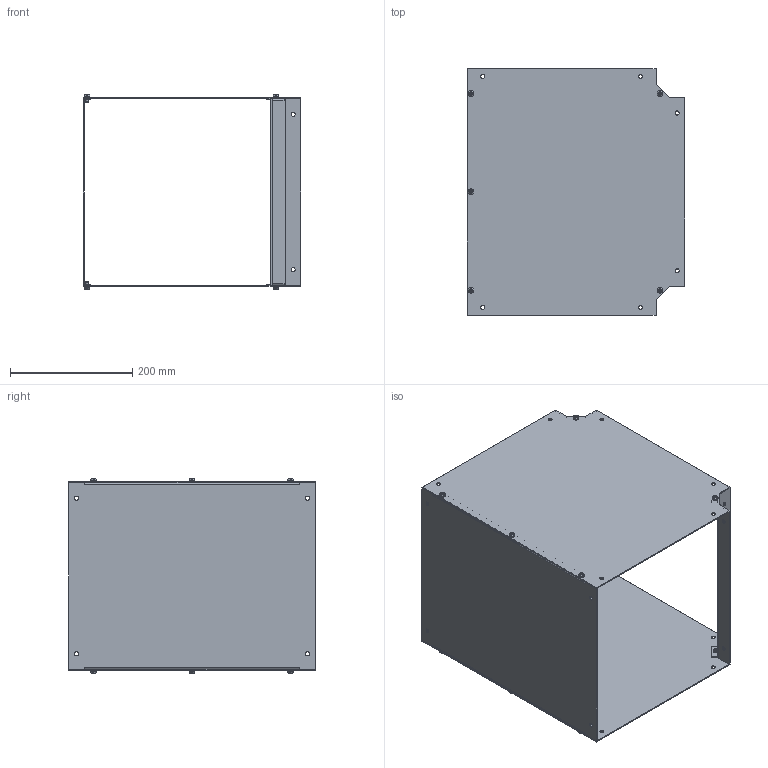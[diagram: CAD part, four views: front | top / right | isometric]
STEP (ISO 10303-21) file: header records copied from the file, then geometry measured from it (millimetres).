
FILE_DESCRIPTION (( 'STEP AP203' ), '1' );
FILE_NAME ('CWTF12.step', '2024-04-25T14:21:12', ( '' ), ( '' ), 'SwSTEP 2.0', 'SolidWorks 2023', '' );
FILE_SCHEMA (( 'CONFIG_CONTROL_DESIGN' ));
Length unit declared in the file: inch
Products named in the file (1): CWTF12
Bounding box: 355.6 x 402.86 x 317.35 mm (x, y, z)
Volume: 842843 mm3; surface area: 934206.7 mm2
Topology: 15 solids, 15 shells, 488 faces, 1228 edges, 780 vertices
Faces by surface type: plane 280, cylinder 148, bspline 40, cone 20
Entity records: 16687 total; most frequent: CARTESIAN_POINT 4997, ORIENTED_EDGE 2456, DIRECTION 2322, EDGE_CURVE 1228, AXIS2_PLACEMENT_3D 825, VERTEX_POINT 780, VECTOR 672, LINE 672
